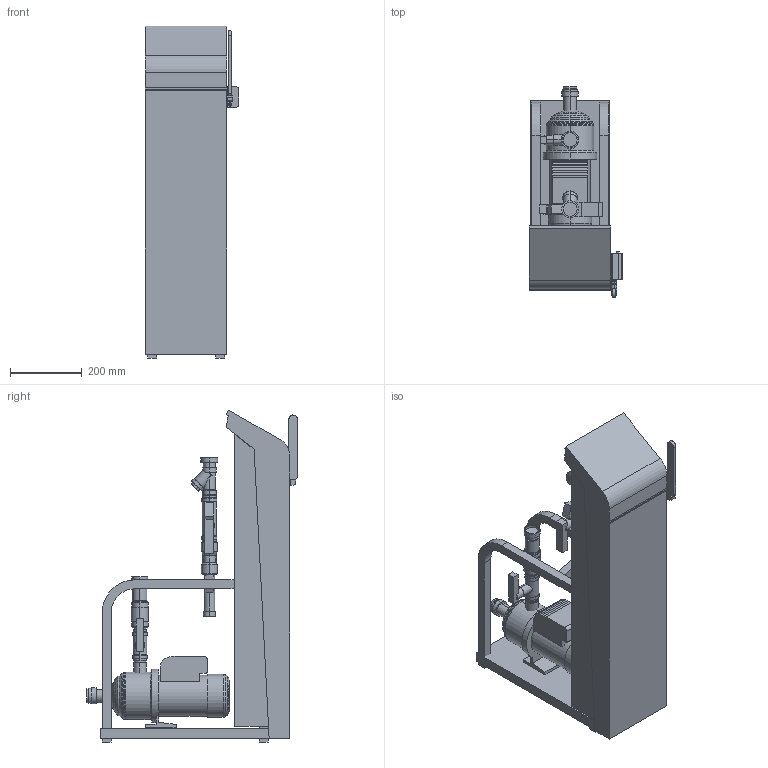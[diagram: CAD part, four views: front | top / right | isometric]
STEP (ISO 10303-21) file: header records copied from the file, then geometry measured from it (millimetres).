
FILE_DESCRIPTION (( 'STEP AP214' ), '1' );
FILE_NAME ('Sinum_M02.STEP', '2024-04-08T13:17:30', ( '' ), ( '' ), 'SwSTEP 2.0', 'SolidWorks 2021', '' );
FILE_SCHEMA (( 'AUTOMOTIVE_DESIGN' ));
Length unit declared in the file: millimetre
Products named in the file (3): Sinum_M02; Sinum_M02.dwg; 17943_flmat_mp_g4_remote_m02.dwg
Assembly tree (2 placements, depth 3):
  Sinum_M02
    Sinum_M02.dwg
      17943_flmat_mp_g4_remote_m02.dwg
Bounding box: 260.1 x 588.47 x 926.35 mm (x, y, z)
Volume: 39930009.5 mm3; surface area: 1637286.5 mm2
Topology: 9 solids, 9 shells, 446 faces, 1036 edges, 652 vertices
Faces by surface type: plane 212, cylinder 136, cone 93, bspline 3, torus 2
Entity records: 13640 total; most frequent: CARTESIAN_POINT 3146, DIRECTION 2246, ORIENTED_EDGE 2072, EDGE_CURVE 1036, AXIS2_PLACEMENT_3D 811, VERTEX_POINT 652, VECTOR 624, LINE 624
